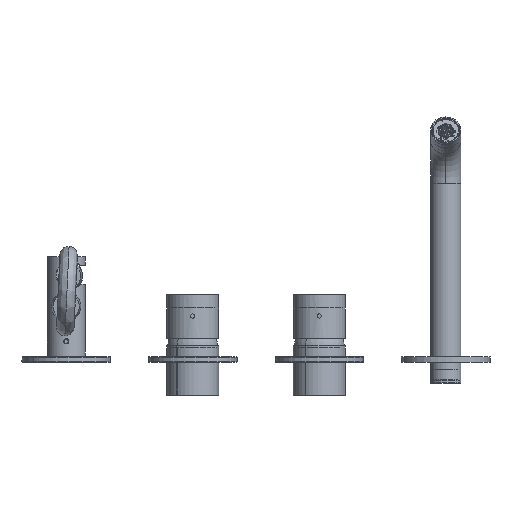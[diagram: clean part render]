
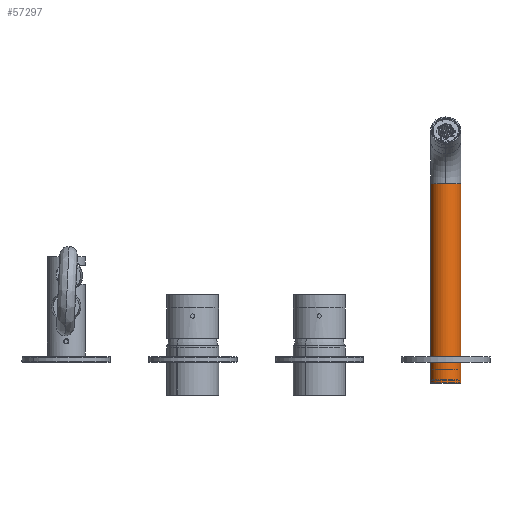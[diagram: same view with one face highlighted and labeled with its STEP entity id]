
A CAD part, front view. The second image highlights one B-rep face of the part: STEP entity #57297.
In plain terms, the highlighted cylindrical face has radius 12 mm (diameter 24 mm), a partial arc.
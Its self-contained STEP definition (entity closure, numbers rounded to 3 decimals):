
#889 = DIRECTION ( 'NONE',  ( 1., 0., 0. ) ) ;
#2807 = LINE ( 'NONE', #32028, #43805 ) ;
#3222 = ORIENTED_EDGE ( 'NONE', *, *, #27409, .F. ) ;
#4011 = DIRECTION ( 'NONE',  ( 1., 0., 0. ) ) ;
#6453 = ORIENTED_EDGE ( 'NONE', *, *, #37847, .T. ) ;
#7280 = ORIENTED_EDGE ( 'NONE', *, *, #18536, .T. ) ;
#7673 = EDGE_LOOP ( 'NONE', ( #27564, #7280, #6453, #3222, #32529 ) ) ;
#8801 = CARTESIAN_POINT ( 'NONE',  ( 0., 84., 0. ) ) ;
#11640 = CARTESIAN_POINT ( 'NONE',  ( 157.733, 72., 0. ) ) ;
#13854 = LINE ( 'NONE', #36498, #28548 ) ;
#17300 = CIRCLE ( 'NONE', #28949, 12. ) ;
#18536 = EDGE_CURVE ( 'NONE', #38759, #25104, #68887, .T. ) ;
#19028 = CARTESIAN_POINT ( 'NONE',  ( 0., 84., 0. ) ) ;
#21561 = DIRECTION ( 'NONE',  ( 0., 0., -1. ) ) ;
#23242 = DIRECTION ( 'NONE',  ( 0., 0., -1. ) ) ;
#23781 = CYLINDRICAL_SURFACE ( 'NONE', #34438, 12. ) ;
#25104 = VERTEX_POINT ( 'NONE', #45426 ) ;
#27409 = EDGE_CURVE ( 'NONE', #52562, #62648, #17300, .T. ) ;
#27564 = ORIENTED_EDGE ( 'NONE', *, *, #57665, .F. ) ;
#28548 = VECTOR ( 'NONE', #36134, 1000. ) ;
#28949 = AXIS2_PLACEMENT_3D ( 'NONE', #34179, #889, #23242 ) ;
#32028 = CARTESIAN_POINT ( 'NONE',  ( 0., 84., 12. ) ) ;
#32529 = ORIENTED_EDGE ( 'NONE', *, *, #57317, .F. ) ;
#33121 = CARTESIAN_POINT ( 'NONE',  ( 0., 84., 12. ) ) ;
#34179 = CARTESIAN_POINT ( 'NONE',  ( 157.733, 84., 0. ) ) ;
#34438 = AXIS2_PLACEMENT_3D ( 'NONE', #19028, #58146, #57419 ) ;
#36134 = DIRECTION ( 'NONE',  ( 1., 0., 0. ) ) ;
#36498 = CARTESIAN_POINT ( 'NONE',  ( 0., 84., -12. ) ) ;
#37847 = EDGE_CURVE ( 'NONE', #25104, #62648, #13854, .T. ) ;
#38759 = VERTEX_POINT ( 'NONE', #33121 ) ;
#39733 = AXIS2_PLACEMENT_3D ( 'NONE', #8801, #4011, #53767 ) ;
#43805 = VECTOR ( 'NONE', #53617, 1000. ) ;
#45426 = CARTESIAN_POINT ( 'NONE',  ( 0., 84., -12. ) ) ;
#50787 = CIRCLE ( 'NONE', #69462, 12. ) ;
#52562 = VERTEX_POINT ( 'NONE', #11640 ) ;
#53617 = DIRECTION ( 'NONE',  ( 1., 0., 0. ) ) ;
#53767 = DIRECTION ( 'NONE',  ( 0., 0., -1. ) ) ;
#57297 = ADVANCED_FACE ( 'NONE', ( #69091 ), #23781, .T. ) ;
#57317 = EDGE_CURVE ( 'NONE', #59408, #52562, #50787, .T. ) ;
#57419 = DIRECTION ( 'NONE',  ( 0., 0., -1. ) ) ;
#57665 = EDGE_CURVE ( 'NONE', #38759, #59408, #2807, .T. ) ;
#58146 = DIRECTION ( 'NONE',  ( 1., 0., 0. ) ) ;
#58782 = CARTESIAN_POINT ( 'NONE',  ( 157.733, 84., 12. ) ) ;
#59408 = VERTEX_POINT ( 'NONE', #58782 ) ;
#62648 = VERTEX_POINT ( 'NONE', #66190 ) ;
#66190 = CARTESIAN_POINT ( 'NONE',  ( 157.733, 84., -12. ) ) ;
#66492 = DIRECTION ( 'NONE',  ( 1., 0., 0. ) ) ;
#68887 = CIRCLE ( 'NONE', #39733, 12. ) ;
#69091 = FACE_OUTER_BOUND ( 'NONE', #7673, .T. ) ;
#69462 = AXIS2_PLACEMENT_3D ( 'NONE', #71607, #66492, #21561 ) ;
#71607 = CARTESIAN_POINT ( 'NONE',  ( 157.733, 84., 0. ) ) ;
